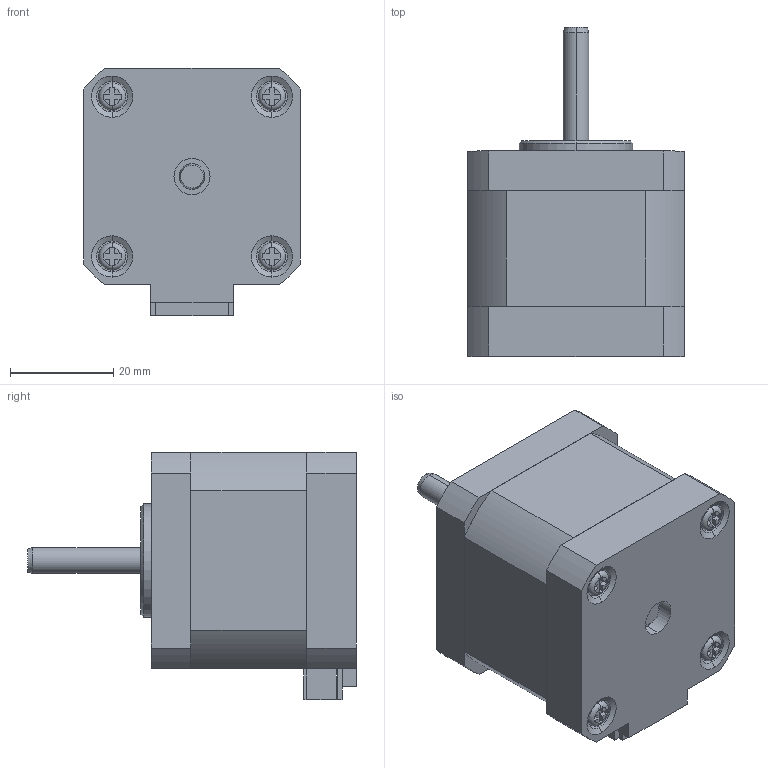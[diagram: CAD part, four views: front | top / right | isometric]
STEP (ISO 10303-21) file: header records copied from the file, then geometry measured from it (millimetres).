
FILE_DESCRIPTION (( 'STEP AP214' ), '1' );
FILE_NAME ('MS17HD2P.STEP', '2016-06-21T03:16:58', ( '' ), ( '' ), 'SwSTEP 2.0', 'SolidWorks 2012', '' );
FILE_SCHEMA (( 'AUTOMOTIVE_DESIGN' ));
Length unit declared in the file: millimetre
Products named in the file (1): MS17HD2P
Bounding box: 42 x 63.8 x 48 mm (x, y, z)
Volume: 68086.7 mm3; surface area: 13185.5 mm2
Topology: 2 solids, 2 shells, 317 faces, 822 edges, 532 vertices
Faces by surface type: plane 233, cylinder 54, cone 22, torus 8
Entity records: 11060 total; most frequent: CARTESIAN_POINT 1944, ORIENTED_EDGE 1644, DIRECTION 1574, EDGE_CURVE 822, VECTOR 594, LINE 594, VERTEX_POINT 532, AXIS2_PLACEMENT_3D 490
